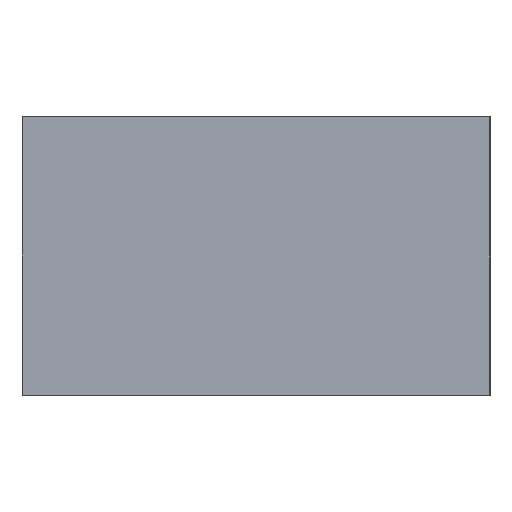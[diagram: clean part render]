
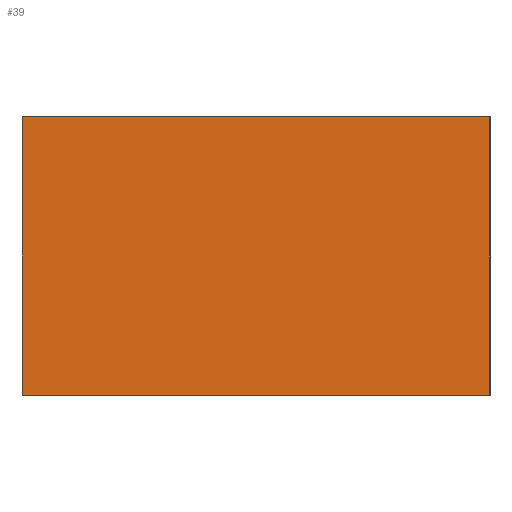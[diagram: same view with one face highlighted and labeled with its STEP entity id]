
A CAD part, left-side view. The second image highlights one B-rep face of the part: STEP entity #39.
In plain terms, the highlighted planar face has unit normal (-1, 0, 0).
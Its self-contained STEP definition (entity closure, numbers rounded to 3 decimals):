
#39=ADVANCED_FACE('',(#73),#74,.F.);
#73=FACE_OUTER_BOUND('',#99,.T.);
#74=PLANE('',#100);
#99=EDGE_LOOP('',(#139,#140,#141,#142));
#100=AXIS2_PLACEMENT_3D('',#143,#144,#145);
#139=ORIENTED_EDGE('',*,*,#170,.F.);
#140=ORIENTED_EDGE('',*,*,#158,.F.);
#141=ORIENTED_EDGE('',*,*,#163,.F.);
#142=ORIENTED_EDGE('',*,*,#167,.F.);
#143=CARTESIAN_POINT('',(0.0,9.25,0.0));
#144=DIRECTION('',(1.0,0.0,0.0));
#145=DIRECTION('',(0.0,0.0,-1.0));
#158=EDGE_CURVE('',#178,#180,#181,.T.);
#163=EDGE_CURVE('',#186,#178,#188,.T.);
#167=EDGE_CURVE('',#192,#186,#194,.T.);
#170=EDGE_CURVE('',#180,#192,#197,.T.);
#178=VERTEX_POINT('',#206);
#180=VERTEX_POINT('',#209);
#181=LINE('',#210,#211);
#186=VERTEX_POINT('',#218);
#188=LINE('',#221,#222);
#192=VERTEX_POINT('',#227);
#194=LINE('',#230,#231);
#197=LINE('',#235,#236);
#206=CARTESIAN_POINT('',(0.0,18.5,5.5));
#209=CARTESIAN_POINT('',(0.0,0.0,5.5));
#210=CARTESIAN_POINT('',(0.0,18.5,5.5));
#211=VECTOR('',#242,1.0);
#218=CARTESIAN_POINT('',(0.0,18.5,-5.5));
#221=CARTESIAN_POINT('',(0.0,18.5,-5.5));
#222=VECTOR('',#246,1.0);
#227=CARTESIAN_POINT('',(0.0,0.0,-5.5));
#230=CARTESIAN_POINT('',(0.0,0.0,-5.5));
#231=VECTOR('',#249,1.0);
#235=CARTESIAN_POINT('',(0.0,0.0,5.5));
#236=VECTOR('',#251,1.0);
#242=DIRECTION('',(0.0,-1.0,0.0));
#246=DIRECTION('',(0.0,0.0,1.0));
#249=DIRECTION('',(0.0,1.0,0.0));
#251=DIRECTION('',(0.0,0.0,-1.0));
